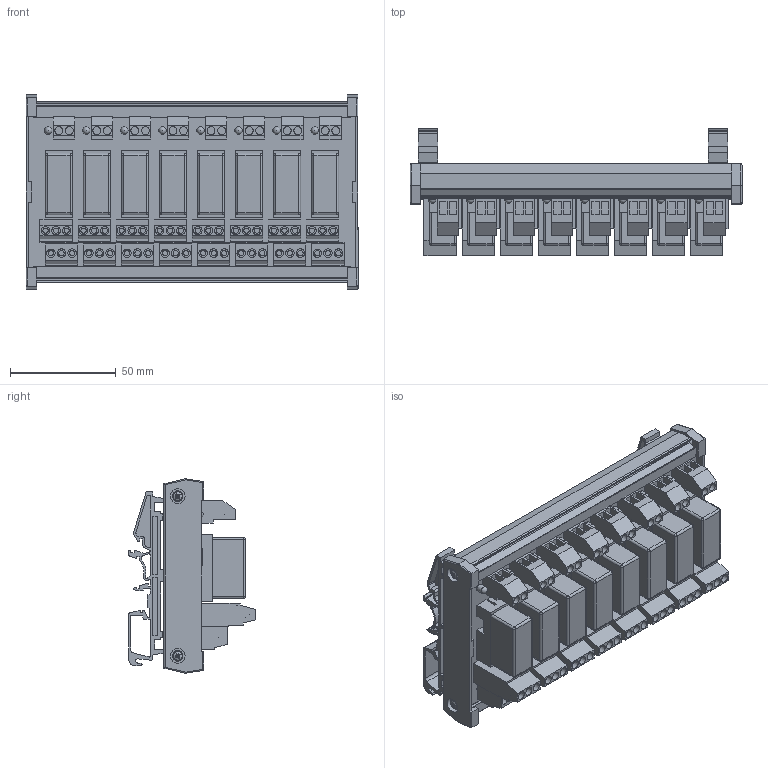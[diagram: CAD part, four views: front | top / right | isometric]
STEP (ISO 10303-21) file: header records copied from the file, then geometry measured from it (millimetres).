
FILE_DESCRIPTION((''),'2;1');
FILE_NAME('RC2_RM2 isolated 8channel.stp','2015-01-06T15:58:20',('CAD Station'),(''),'Autodesk Inventor 2013','Autodesk Inventor 2013','');
FILE_SCHEMA(('CONFIG_CONTROL_DESIGN'));
Length unit declared in the file: millimetre
Products named in the file (11): RC2_RM2 isolated 8channel; RC1 8 channel; 157; BS EN ISO 7045 Z - Metric M2.5 x 10 - 4.8 - Z; BASE SIDE; BASE LEGS; 2 hole green; light; GD50; RM84; MVD-253
Assembly tree (50 placements, depth 2):
  RC2_RM2 isolated 8channel
    RC1 8 channel
    157
    BS EN ISO 7045 Z - Metric M2.5 x 10 - 4.8 - Z  x4
    BASE SIDE  x2
    BASE LEGS  x2
    2 hole green  x8
    light  x8
    GD50  x8
    RM84  x8
    MVD-253  x8
Bounding box: 157 x 60.19 x 91.98 mm (x, y, z)
Volume: 195347 mm3; surface area: 169692.8 mm2
Topology: 50 solids, 50 shells, 3211 faces, 7917 edges, 5050 vertices
Faces by surface type: plane 2274, cylinder 737, sphere 108, cone 64, torus 28
Full cylindrical faces by diameter (mm): 1.5 x64, 2.256 x4, 2.5 x52, 3 x48, 3.2 x4, 3.3 x8, 3.5 x8, 3.75 x16, 4 x48, 5 x8, 7 x4, 9 x4
Entity records: 25476 total; most frequent: CARTESIAN_POINT 4609, DIRECTION 4219, ORIENTED_EDGE 4046, EDGE_CURVE 2023, VECTOR 1471, LINE 1471, VERTEX_POINT 1376, AXIS2_PLACEMENT_3D 1374
